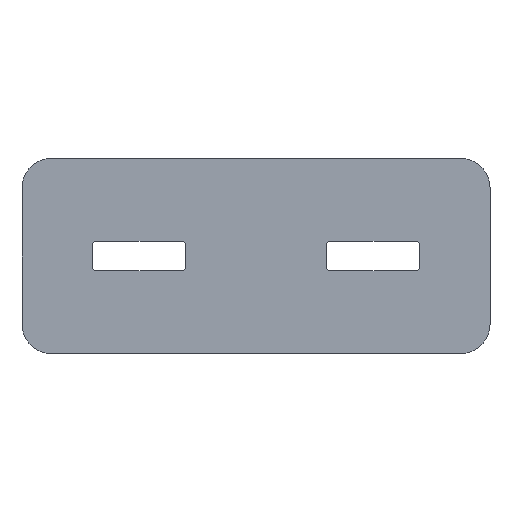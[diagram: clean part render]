
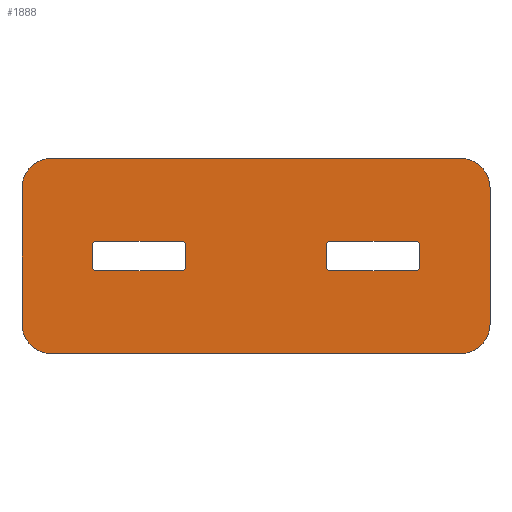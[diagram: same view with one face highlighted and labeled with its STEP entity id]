
A CAD part, top view. The second image highlights one B-rep face of the part: STEP entity #1888.
In plain terms, the highlighted planar face has unit normal (0, 0, 1).
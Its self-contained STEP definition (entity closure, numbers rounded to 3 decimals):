
#57=CARTESIAN_POINT('Axis2P3D Location',(-381.5,-53.5,18.)) ;
#61=CARTESIAN_POINT('Vertex',(-381.5,-75.5,18.)) ;
#63=CARTESIAN_POINT('Vertex',(-359.5,-53.5,18.)) ;
#108=CARTESIAN_POINT('Vertex',(-600.,-75.5,18.)) ;
#111=CARTESIAN_POINT('Line Origine',(-490.75,-75.5,18.)) ;
#134=CARTESIAN_POINT('Vertex',(-818.5,-75.5,18.)) ;
#137=CARTESIAN_POINT('Line Origine',(-709.25,-75.5,18.)) ;
#1279=CARTESIAN_POINT('Line Origine',(-359.5,26.75,18.)) ;
#1283=CARTESIAN_POINT('Vertex',(-359.5,0.,18.)) ;
#1285=CARTESIAN_POINT('Vertex',(-359.5,53.5,18.)) ;
#1319=CARTESIAN_POINT('Axis2P3D Location',(-381.5,53.5,18.)) ;
#1323=CARTESIAN_POINT('Vertex',(-381.5,75.5,18.)) ;
#1356=CARTESIAN_POINT('Vertex',(-600.,75.5,18.)) ;
#1364=CARTESIAN_POINT('Line Origine',(-490.75,75.5,18.)) ;
#1382=CARTESIAN_POINT('Vertex',(-818.5,75.5,18.)) ;
#1390=CARTESIAN_POINT('Line Origine',(-709.25,75.5,18.)) ;
#1407=CARTESIAN_POINT('Axis2P3D Location',(-818.5,53.5,18.)) ;
#1411=CARTESIAN_POINT('Vertex',(-840.5,53.5,18.)) ;
#1438=CARTESIAN_POINT('Line Origine',(-840.5,26.75,18.)) ;
#1442=CARTESIAN_POINT('Vertex',(-840.5,0.,18.)) ;
#1464=CARTESIAN_POINT('Line Origine',(-840.5,-26.75,18.)) ;
#1468=CARTESIAN_POINT('Vertex',(-840.5,-53.5,18.)) ;
#1495=CARTESIAN_POINT('Axis2P3D Location',(-818.5,-53.5,18.)) ;
#1523=CARTESIAN_POINT('Vertex',(1200.,-350.,18.)) ;
#1537=CARTESIAN_POINT('Vertex',(1200.,350.,18.)) ;
#1540=CARTESIAN_POINT('Line Origine',(1200.,0.,18.)) ;
#1563=CARTESIAN_POINT('Vertex',(1050.,-500.,18.)) ;
#1571=CARTESIAN_POINT('Axis2P3D Location',(1050.,-350.,18.)) ;
#1594=CARTESIAN_POINT('Vertex',(-1050.,-500.,18.)) ;
#1602=CARTESIAN_POINT('Line Origine',(0.,-500.,18.)) ;
#1625=CARTESIAN_POINT('Vertex',(-1200.,-350.,18.)) ;
#1633=CARTESIAN_POINT('Axis2P3D Location',(-1050.,-350.,18.)) ;
#1656=CARTESIAN_POINT('Vertex',(-1200.,350.,18.)) ;
#1664=CARTESIAN_POINT('Line Origine',(-1200.,0.,18.)) ;
#1687=CARTESIAN_POINT('Vertex',(-1050.,500.,18.)) ;
#1695=CARTESIAN_POINT('Axis2P3D Location',(-1050.,350.,18.)) ;
#1718=CARTESIAN_POINT('Vertex',(1050.,500.,18.)) ;
#1726=CARTESIAN_POINT('Line Origine',(0.,500.,18.)) ;
#1748=CARTESIAN_POINT('Axis2P3D Location',(1050.,350.,18.)) ;
#1760=CARTESIAN_POINT('Line Origine',(-359.5,-26.75,18.)) ;
#1777=CARTESIAN_POINT('Axis2P3D Location',(0.,0.,18.)) ;
#1792=CARTESIAN_POINT('Line Origine',(709.25,-75.5,18.)) ;
#1796=CARTESIAN_POINT('Vertex',(818.5,-75.5,18.)) ;
#1798=CARTESIAN_POINT('Vertex',(600.,-75.5,18.)) ;
#1801=CARTESIAN_POINT('Line Origine',(490.75,-75.5,18.)) ;
#1805=CARTESIAN_POINT('Vertex',(381.5,-75.5,18.)) ;
#1808=CARTESIAN_POINT('Axis2P3D Location',(381.5,-53.5,18.)) ;
#1812=CARTESIAN_POINT('Vertex',(359.5,-53.5,18.)) ;
#1815=CARTESIAN_POINT('Line Origine',(359.5,0.,18.)) ;
#1819=CARTESIAN_POINT('Vertex',(359.5,53.5,18.)) ;
#1822=CARTESIAN_POINT('Axis2P3D Location',(381.5,53.5,18.)) ;
#1826=CARTESIAN_POINT('Vertex',(381.5,75.5,18.)) ;
#1829=CARTESIAN_POINT('Line Origine',(490.75,75.5,18.)) ;
#1833=CARTESIAN_POINT('Vertex',(600.,75.5,18.)) ;
#1836=CARTESIAN_POINT('Line Origine',(709.25,75.5,18.)) ;
#1840=CARTESIAN_POINT('Vertex',(818.5,75.5,18.)) ;
#1843=CARTESIAN_POINT('Axis2P3D Location',(818.5,53.5,18.)) ;
#1847=CARTESIAN_POINT('Vertex',(840.5,53.5,18.)) ;
#1850=CARTESIAN_POINT('Line Origine',(840.5,0.,18.)) ;
#1854=CARTESIAN_POINT('Vertex',(840.5,-53.5,18.)) ;
#1857=CARTESIAN_POINT('Axis2P3D Location',(818.5,-53.5,18.)) ;
#58=DIRECTION('Axis2P3D Direction',(0.,0.,-1.)) ;
#112=DIRECTION('Vector Direction',(-1.,0.,0.)) ;
#138=DIRECTION('Vector Direction',(-1.,0.,0.)) ;
#1280=DIRECTION('Vector Direction',(0.,1.,0.)) ;
#1320=DIRECTION('Axis2P3D Direction',(0.,0.,-1.)) ;
#1365=DIRECTION('Vector Direction',(1.,0.,0.)) ;
#1391=DIRECTION('Vector Direction',(1.,0.,0.)) ;
#1408=DIRECTION('Axis2P3D Direction',(0.,0.,-1.)) ;
#1439=DIRECTION('Vector Direction',(0.,-1.,0.)) ;
#1465=DIRECTION('Vector Direction',(0.,-1.,0.)) ;
#1496=DIRECTION('Axis2P3D Direction',(0.,0.,-1.)) ;
#1541=DIRECTION('Vector Direction',(0.,-1.,0.)) ;
#1572=DIRECTION('Axis2P3D Direction',(0.,0.,1.)) ;
#1603=DIRECTION('Vector Direction',(-1.,0.,0.)) ;
#1634=DIRECTION('Axis2P3D Direction',(0.,0.,1.)) ;
#1665=DIRECTION('Vector Direction',(0.,1.,0.)) ;
#1696=DIRECTION('Axis2P3D Direction',(0.,0.,1.)) ;
#1727=DIRECTION('Vector Direction',(1.,0.,0.)) ;
#1749=DIRECTION('Axis2P3D Direction',(0.,0.,1.)) ;
#1761=DIRECTION('Vector Direction',(0.,1.,0.)) ;
#1778=DIRECTION('Axis2P3D Direction',(0.,0.,1.)) ;
#1779=DIRECTION('Axis2P3D XDirection',(1.,0.,0.)) ;
#1793=DIRECTION('Vector Direction',(-1.,0.,0.)) ;
#1802=DIRECTION('Vector Direction',(-1.,0.,0.)) ;
#1809=DIRECTION('Axis2P3D Direction',(0.,0.,1.)) ;
#1816=DIRECTION('Vector Direction',(0.,-1.,0.)) ;
#1823=DIRECTION('Axis2P3D Direction',(0.,0.,1.)) ;
#1830=DIRECTION('Vector Direction',(1.,0.,0.)) ;
#1837=DIRECTION('Vector Direction',(1.,0.,0.)) ;
#1844=DIRECTION('Axis2P3D Direction',(0.,0.,1.)) ;
#1851=DIRECTION('Vector Direction',(0.,1.,0.)) ;
#1858=DIRECTION('Axis2P3D Direction',(0.,0.,1.)) ;
#59=AXIS2_PLACEMENT_3D('Circle Axis2P3D',#57,#58,$) ;
#1321=AXIS2_PLACEMENT_3D('Circle Axis2P3D',#1319,#1320,$) ;
#1409=AXIS2_PLACEMENT_3D('Circle Axis2P3D',#1407,#1408,$) ;
#1497=AXIS2_PLACEMENT_3D('Circle Axis2P3D',#1495,#1496,$) ;
#1573=AXIS2_PLACEMENT_3D('Circle Axis2P3D',#1571,#1572,$) ;
#1635=AXIS2_PLACEMENT_3D('Circle Axis2P3D',#1633,#1634,$) ;
#1697=AXIS2_PLACEMENT_3D('Circle Axis2P3D',#1695,#1696,$) ;
#1750=AXIS2_PLACEMENT_3D('Circle Axis2P3D',#1748,#1749,$) ;
#1780=AXIS2_PLACEMENT_3D('Plane Axis2P3D',#1777,#1778,#1779) ;
#1810=AXIS2_PLACEMENT_3D('Circle Axis2P3D',#1808,#1809,$) ;
#1824=AXIS2_PLACEMENT_3D('Circle Axis2P3D',#1822,#1823,$) ;
#1845=AXIS2_PLACEMENT_3D('Circle Axis2P3D',#1843,#1844,$) ;
#1859=AXIS2_PLACEMENT_3D('Circle Axis2P3D',#1857,#1858,$) ;
#1783=ORIENTED_EDGE('',*,*,#1752,.T.) ;
#1784=ORIENTED_EDGE('',*,*,#1730,.T.) ;
#1785=ORIENTED_EDGE('',*,*,#1699,.T.) ;
#1786=ORIENTED_EDGE('',*,*,#1668,.T.) ;
#1787=ORIENTED_EDGE('',*,*,#1637,.T.) ;
#1788=ORIENTED_EDGE('',*,*,#1606,.T.) ;
#1789=ORIENTED_EDGE('',*,*,#1575,.T.) ;
#1790=ORIENTED_EDGE('',*,*,#1544,.T.) ;
#1863=ORIENTED_EDGE('',*,*,#1800,.T.) ;
#1864=ORIENTED_EDGE('',*,*,#1807,.T.) ;
#1865=ORIENTED_EDGE('',*,*,#1814,.F.) ;
#1866=ORIENTED_EDGE('',*,*,#1821,.F.) ;
#1867=ORIENTED_EDGE('',*,*,#1828,.F.) ;
#1868=ORIENTED_EDGE('',*,*,#1835,.T.) ;
#1869=ORIENTED_EDGE('',*,*,#1842,.T.) ;
#1870=ORIENTED_EDGE('',*,*,#1849,.F.) ;
#1871=ORIENTED_EDGE('',*,*,#1856,.F.) ;
#1872=ORIENTED_EDGE('',*,*,#1861,.F.) ;
#1875=ORIENTED_EDGE('',*,*,#65,.F.) ;
#1876=ORIENTED_EDGE('',*,*,#115,.T.) ;
#1877=ORIENTED_EDGE('',*,*,#141,.T.) ;
#1878=ORIENTED_EDGE('',*,*,#1499,.F.) ;
#1879=ORIENTED_EDGE('',*,*,#1470,.F.) ;
#1880=ORIENTED_EDGE('',*,*,#1444,.F.) ;
#1881=ORIENTED_EDGE('',*,*,#1413,.F.) ;
#1882=ORIENTED_EDGE('',*,*,#1394,.T.) ;
#1883=ORIENTED_EDGE('',*,*,#1368,.T.) ;
#1884=ORIENTED_EDGE('',*,*,#1325,.F.) ;
#1885=ORIENTED_EDGE('',*,*,#1287,.F.) ;
#1886=ORIENTED_EDGE('',*,*,#1764,.F.) ;
#1873=FACE_BOUND('',#1862,.T.) ;
#1887=FACE_BOUND('',#1874,.T.) ;
#113=VECTOR('Line Direction',#112,1.) ;
#139=VECTOR('Line Direction',#138,1.) ;
#1281=VECTOR('Line Direction',#1280,1.) ;
#1366=VECTOR('Line Direction',#1365,1.) ;
#1392=VECTOR('Line Direction',#1391,1.) ;
#1440=VECTOR('Line Direction',#1439,1.) ;
#1466=VECTOR('Line Direction',#1465,1.) ;
#1542=VECTOR('Line Direction',#1541,1.) ;
#1604=VECTOR('Line Direction',#1603,1.) ;
#1666=VECTOR('Line Direction',#1665,1.) ;
#1728=VECTOR('Line Direction',#1727,1.) ;
#1762=VECTOR('Line Direction',#1761,1.) ;
#1794=VECTOR('Line Direction',#1793,1.) ;
#1803=VECTOR('Line Direction',#1802,1.) ;
#1817=VECTOR('Line Direction',#1816,1.) ;
#1831=VECTOR('Line Direction',#1830,1.) ;
#1838=VECTOR('Line Direction',#1837,1.) ;
#1852=VECTOR('Line Direction',#1851,1.) ;
#1888=ADVANCED_FACE('Corps principal',(#1791,#1873,#1887),#1781,.T.) ;
#60=CIRCLE('generated circle',#59,22.) ;
#1322=CIRCLE('generated circle',#1321,22.) ;
#1410=CIRCLE('generated circle',#1409,22.) ;
#1498=CIRCLE('generated circle',#1497,22.) ;
#1574=CIRCLE('generated circle',#1573,150.) ;
#1636=CIRCLE('generated circle',#1635,150.) ;
#1698=CIRCLE('generated circle',#1697,150.) ;
#1751=CIRCLE('generated circle',#1750,150.) ;
#1811=CIRCLE('generated circle',#1810,22.) ;
#1825=CIRCLE('generated circle',#1824,22.) ;
#1846=CIRCLE('generated circle',#1845,22.) ;
#1860=CIRCLE('generated circle',#1859,22.) ;
#65=EDGE_CURVE('',#62,#64,#60,.F.) ;
#115=EDGE_CURVE('',#62,#109,#114,.T.) ;
#141=EDGE_CURVE('',#109,#135,#140,.T.) ;
#1287=EDGE_CURVE('',#1284,#1286,#1282,.T.) ;
#1325=EDGE_CURVE('',#1286,#1324,#1322,.F.) ;
#1368=EDGE_CURVE('',#1357,#1324,#1367,.T.) ;
#1394=EDGE_CURVE('',#1383,#1357,#1393,.T.) ;
#1413=EDGE_CURVE('',#1383,#1412,#1410,.F.) ;
#1444=EDGE_CURVE('',#1412,#1443,#1441,.T.) ;
#1470=EDGE_CURVE('',#1443,#1469,#1467,.T.) ;
#1499=EDGE_CURVE('',#1469,#135,#1498,.F.) ;
#1544=EDGE_CURVE('',#1524,#1538,#1543,.F.) ;
#1575=EDGE_CURVE('',#1564,#1524,#1574,.T.) ;
#1606=EDGE_CURVE('',#1595,#1564,#1605,.F.) ;
#1637=EDGE_CURVE('',#1626,#1595,#1636,.T.) ;
#1668=EDGE_CURVE('',#1657,#1626,#1667,.F.) ;
#1699=EDGE_CURVE('',#1688,#1657,#1698,.T.) ;
#1730=EDGE_CURVE('',#1719,#1688,#1729,.F.) ;
#1752=EDGE_CURVE('',#1538,#1719,#1751,.T.) ;
#1764=EDGE_CURVE('',#64,#1284,#1763,.T.) ;
#1800=EDGE_CURVE('',#1797,#1799,#1795,.T.) ;
#1807=EDGE_CURVE('',#1799,#1806,#1804,.T.) ;
#1814=EDGE_CURVE('',#1813,#1806,#1811,.T.) ;
#1821=EDGE_CURVE('',#1820,#1813,#1818,.T.) ;
#1828=EDGE_CURVE('',#1827,#1820,#1825,.T.) ;
#1835=EDGE_CURVE('',#1827,#1834,#1832,.T.) ;
#1842=EDGE_CURVE('',#1834,#1841,#1839,.T.) ;
#1849=EDGE_CURVE('',#1848,#1841,#1846,.T.) ;
#1856=EDGE_CURVE('',#1855,#1848,#1853,.T.) ;
#1861=EDGE_CURVE('',#1797,#1855,#1860,.T.) ;
#1782=EDGE_LOOP('',(#1783,#1784,#1785,#1786,#1787,#1788,#1789,#1790)) ;
#1862=EDGE_LOOP('',(#1863,#1864,#1865,#1866,#1867,#1868,#1869,#1870,#1871,#1872)) ;
#1874=EDGE_LOOP('',(#1875,#1876,#1877,#1878,#1879,#1880,#1881,#1882,#1883,#1884,#1885,#1886)) ;
#1791=FACE_OUTER_BOUND('',#1782,.T.) ;
#114=LINE('Line',#111,#113) ;
#140=LINE('Line',#137,#139) ;
#1282=LINE('Line',#1279,#1281) ;
#1367=LINE('Line',#1364,#1366) ;
#1393=LINE('Line',#1390,#1392) ;
#1441=LINE('Line',#1438,#1440) ;
#1467=LINE('Line',#1464,#1466) ;
#1543=LINE('Line',#1540,#1542) ;
#1605=LINE('Line',#1602,#1604) ;
#1667=LINE('Line',#1664,#1666) ;
#1729=LINE('Line',#1726,#1728) ;
#1763=LINE('Line',#1760,#1762) ;
#1795=LINE('Line',#1792,#1794) ;
#1804=LINE('Line',#1801,#1803) ;
#1818=LINE('Line',#1815,#1817) ;
#1832=LINE('Line',#1829,#1831) ;
#1839=LINE('Line',#1836,#1838) ;
#1853=LINE('Line',#1850,#1852) ;
#1781=PLANE('Plane',#1780) ;
#62=VERTEX_POINT('',#61) ;
#64=VERTEX_POINT('',#63) ;
#109=VERTEX_POINT('',#108) ;
#135=VERTEX_POINT('',#134) ;
#1284=VERTEX_POINT('',#1283) ;
#1286=VERTEX_POINT('',#1285) ;
#1324=VERTEX_POINT('',#1323) ;
#1357=VERTEX_POINT('',#1356) ;
#1383=VERTEX_POINT('',#1382) ;
#1412=VERTEX_POINT('',#1411) ;
#1443=VERTEX_POINT('',#1442) ;
#1469=VERTEX_POINT('',#1468) ;
#1524=VERTEX_POINT('',#1523) ;
#1538=VERTEX_POINT('',#1537) ;
#1564=VERTEX_POINT('',#1563) ;
#1595=VERTEX_POINT('',#1594) ;
#1626=VERTEX_POINT('',#1625) ;
#1657=VERTEX_POINT('',#1656) ;
#1688=VERTEX_POINT('',#1687) ;
#1719=VERTEX_POINT('',#1718) ;
#1797=VERTEX_POINT('',#1796) ;
#1799=VERTEX_POINT('',#1798) ;
#1806=VERTEX_POINT('',#1805) ;
#1813=VERTEX_POINT('',#1812) ;
#1820=VERTEX_POINT('',#1819) ;
#1827=VERTEX_POINT('',#1826) ;
#1834=VERTEX_POINT('',#1833) ;
#1841=VERTEX_POINT('',#1840) ;
#1848=VERTEX_POINT('',#1847) ;
#1855=VERTEX_POINT('',#1854) ;
